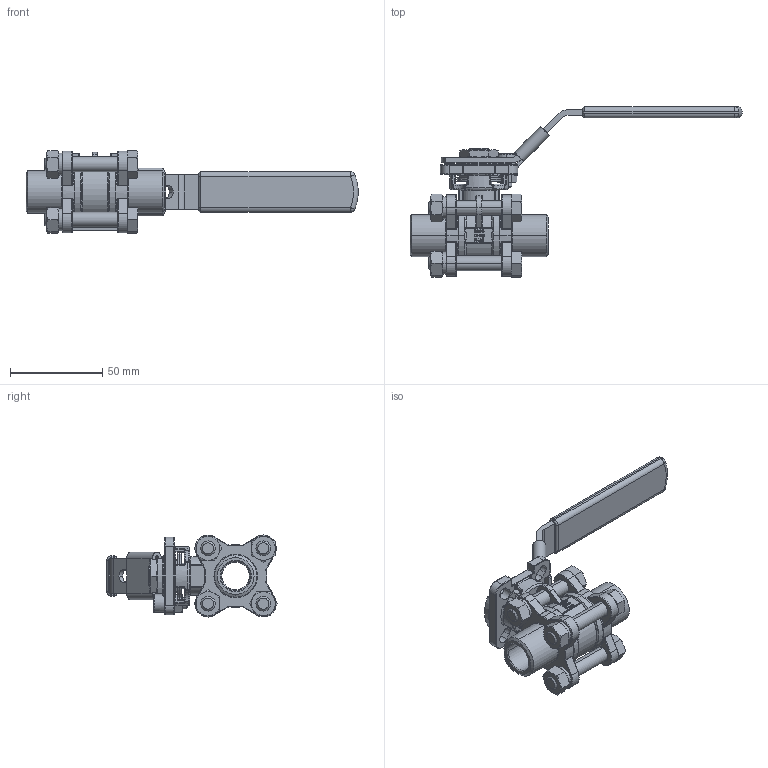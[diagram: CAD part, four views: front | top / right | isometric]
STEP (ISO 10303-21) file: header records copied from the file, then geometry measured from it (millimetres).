
FILE_DESCRIPTION (( 'STEP AP214' ), '1' );
FILE_NAME ('K3-012-0SS-4 Kugelhahn 1801.STEP', '2018-01-03T09:09:19', ( '' ), ( '' ), 'SwSTEP 2.0', 'SolidWorks 2016', '' );
FILE_SCHEMA (( 'AUTOMOTIVE_DESIGN' ));
Length unit declared in the file: millimetre
Products named in the file (1): K3-012-0SS-4 Kugelhahn 1801
Bounding box: 180.42 x 92.53 x 45.06 mm (x, y, z)
Volume: 87661.5 mm3; surface area: 39823.7 mm2
Topology: 1 solids, 1 shells, 1753 faces, 4292 edges, 2533 vertices
Faces by surface type: plane 509, bspline 396, cylinder 388, torus 271, cone 147, sphere 42
Entity records: 70988 total; most frequent: CARTESIAN_POINT 28403, ORIENTED_EDGE 8452, DIRECTION 7473, EDGE_CURVE 4226, AXIS2_PLACEMENT_3D 2910, VERTEX_POINT 2533, EDGE_LOOP 1845, FACE_OUTER_BOUND 1753
